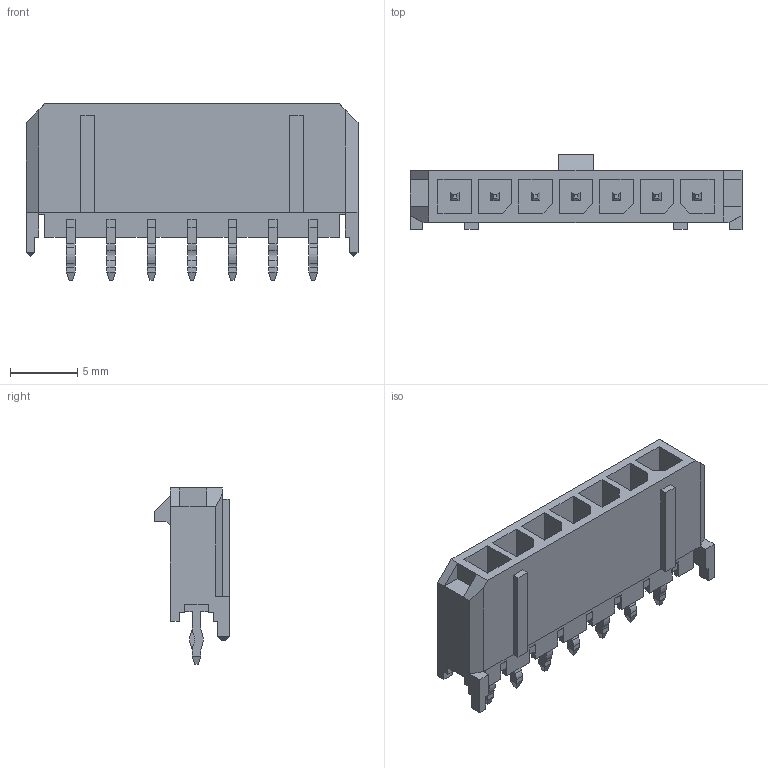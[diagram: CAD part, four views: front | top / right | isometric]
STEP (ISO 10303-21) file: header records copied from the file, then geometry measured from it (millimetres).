
FILE_DESCRIPTION((''),'2;1');
FILE_NAME('436500715','2013-12-20T',('me'),(''),'PRO/ENGINEER BY PARAMETRIC TECHNOLOGY CORPORATION, 2011490','PRO/ENGINEER BY PARAMETRIC TECHNOLOGY CORPORATION, 2011490','');
FILE_SCHEMA(('CONFIG_CONTROL_DESIGN'));
Length unit declared in the file: millimetre
Products named in the file (1): 436500715
Bounding box: 24.64 x 5.61 x 13.08 mm (x, y, z)
Volume: 601.2 mm3; surface area: 1458.6 mm2
Topology: 2 solids, 2 shells, 451 faces, 1212 edges, 780 vertices
Faces by surface type: plane 408, cylinder 43
Entity records: 13798 total; most frequent: CARTESIAN_POINT 2426, ORIENTED_EDGE 2388, DIRECTION 2220, EDGE_CURVE 1194, VECTOR 1108, LINE 1108, VERTEX_POINT 762, AXIS2_PLACEMENT_3D 556
